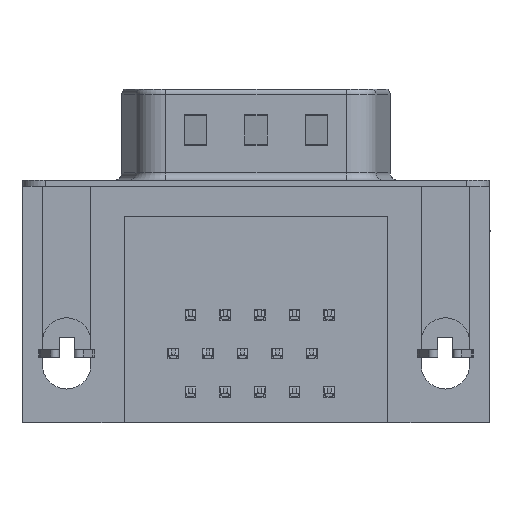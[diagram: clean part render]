
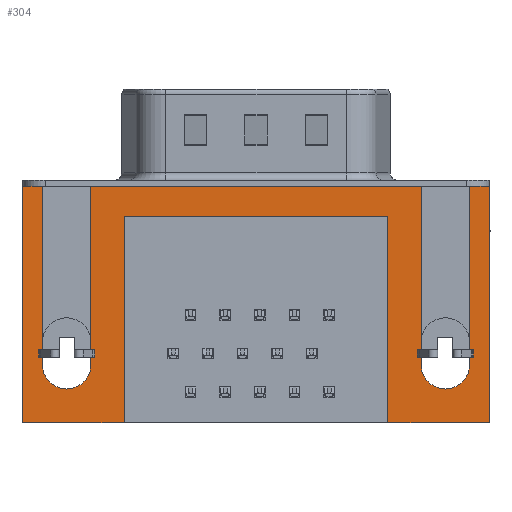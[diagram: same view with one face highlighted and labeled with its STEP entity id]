
A CAD part, front view. The second image highlights one B-rep face of the part: STEP entity #304.
In plain terms, the highlighted planar face has unit normal (0, -1, 0).
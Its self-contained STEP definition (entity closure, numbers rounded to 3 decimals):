
#121 = EDGE_CURVE ( 'NONE', #11236, #18808, #3589, .T. ) ;
#257 = EDGE_CURVE ( 'NONE', #16318, #17469, #14865, .T. ) ;
#260 = DIRECTION ( 'NONE',  ( 0., 0., 1. ) ) ;
#262 = ORIENTED_EDGE ( 'NONE', *, *, #5756, .F. ) ;
#304 = ADVANCED_FACE ( 'NONE', ( #13194 ), #770, .T. ) ;
#376 = DIRECTION ( 'NONE',  ( 1., 0., 0. ) ) ;
#428 = EDGE_CURVE ( 'NONE', #17761, #15097, #17042, .T. ) ;
#593 = VERTEX_POINT ( 'NONE', #12854 ) ;
#604 = ORIENTED_EDGE ( 'NONE', *, *, #17885, .F. ) ;
#704 = LINE ( 'NONE', #7067, #12162 ) ;
#770 = PLANE ( 'NONE',  #11017 ) ;
#1323 = CARTESIAN_POINT ( 'NONE',  ( 23.39, -6.275, 0. ) ) ;
#1454 = CARTESIAN_POINT ( 'NONE',  ( 23.39, -6.275, -11.78 ) ) ;
#1499 = DIRECTION ( 'NONE',  ( 0., 0., -1. ) ) ;
#1501 = VERTEX_POINT ( 'NONE', #8423 ) ;
#1569 = EDGE_CURVE ( 'NONE', #19381, #19481, #704, .T. ) ;
#1584 = CARTESIAN_POINT ( 'NONE',  ( -2.91, -6.275, 0. ) ) ;
#1591 = VECTOR ( 'NONE', #260, 1000. ) ;
#1831 = CARTESIAN_POINT ( 'NONE',  ( 1.6, -6.275, -11.78 ) ) ;
#2029 = DIRECTION ( 'NONE',  ( 0., 0., 1. ) ) ;
#2240 = DIRECTION ( 'NONE',  ( 0., -1., 0. ) ) ;
#2430 = CARTESIAN_POINT ( 'NONE',  ( 26.59, -6.275, 0. ) ) ;
#2543 = DIRECTION ( 'NONE',  ( 0., 0., 1. ) ) ;
#2803 = ORIENTED_EDGE ( 'NONE', *, *, #11898, .F. ) ;
#2846 = DIRECTION ( 'NONE',  ( 0., 0., 1. ) ) ;
#3121 = CARTESIAN_POINT ( 'NONE',  ( 27.9, -6.275, -15.6 ) ) ;
#3566 = ORIENTED_EDGE ( 'NONE', *, *, #17719, .F. ) ;
#3589 = LINE ( 'NONE', #17587, #1591 ) ;
#3654 = VERTEX_POINT ( 'NONE', #1831 ) ;
#3660 = AXIS2_PLACEMENT_3D ( 'NONE', #8163, #14432, #1499 ) ;
#3698 = CARTESIAN_POINT ( 'NONE',  ( -2.91, -6.275, -2.5 ) ) ;
#4335 = VECTOR ( 'NONE', #7472, 1000. ) ;
#4715 = ORIENTED_EDGE ( 'NONE', *, *, #1569, .F. ) ;
#4928 = DIRECTION ( 'NONE',  ( 1., 0., 0. ) ) ;
#5043 = CARTESIAN_POINT ( 'NONE',  ( 1.6, -6.275, 0. ) ) ;
#5173 = LINE ( 'NONE', #20169, #18633 ) ;
#5300 = CARTESIAN_POINT ( 'NONE',  ( -2.91, -6.275, 0. ) ) ;
#5323 = VECTOR ( 'NONE', #16066, 1000. ) ;
#5630 = VECTOR ( 'NONE', #376, 1000. ) ;
#5756 = EDGE_CURVE ( 'NONE', #1501, #6090, #8222, .T. ) ;
#5860 = DIRECTION ( 'NONE',  ( 0., 0., -1. ) ) ;
#6090 = VERTEX_POINT ( 'NONE', #6472 ) ;
#6114 = DIRECTION ( 'NONE',  ( 0., -1., 0. ) ) ;
#6167 = CARTESIAN_POINT ( 'NONE',  ( 21.2, -6.275, -2. ) ) ;
#6266 = VECTOR ( 'NONE', #8321, 1000. ) ;
#6285 = DIRECTION ( 'NONE',  ( 0., 0., -1. ) ) ;
#6315 = CARTESIAN_POINT ( 'NONE',  ( 24.99, -6.275, -11.78 ) ) ;
#6405 = CARTESIAN_POINT ( 'NONE',  ( -2.91, -6.275, 0. ) ) ;
#6472 = CARTESIAN_POINT ( 'NONE',  ( 0., -6.275, -13.38 ) ) ;
#7067 = CARTESIAN_POINT ( 'NONE',  ( 3.79, -6.275, -2. ) ) ;
#7105 = CARTESIAN_POINT ( 'NONE',  ( -2.91, -6.275, -15.6 ) ) ;
#7184 = EDGE_CURVE ( 'NONE', #15097, #7987, #20540, .T. ) ;
#7339 = ORIENTED_EDGE ( 'NONE', *, *, #16254, .F. ) ;
#7472 = DIRECTION ( 'NONE',  ( 0., 0., -1. ) ) ;
#7535 = CARTESIAN_POINT ( 'NONE',  ( 24.99, -6.275, -11.78 ) ) ;
#7634 = CIRCLE ( 'NONE', #3660, 1.6 ) ;
#7651 = LINE ( 'NONE', #14133, #20058 ) ;
#7879 = CARTESIAN_POINT ( 'NONE',  ( 26.59, -6.275, -11.78 ) ) ;
#7987 = VERTEX_POINT ( 'NONE', #7879 ) ;
#7998 = ORIENTED_EDGE ( 'NONE', *, *, #20081, .F. ) ;
#8052 = VERTEX_POINT ( 'NONE', #1323 ) ;
#8163 = CARTESIAN_POINT ( 'NONE',  ( 0., -6.275, -11.78 ) ) ;
#8218 = ORIENTED_EDGE ( 'NONE', *, *, #257, .F. ) ;
#8222 = CIRCLE ( 'NONE', #18550, 1.6 ) ;
#8321 = DIRECTION ( 'NONE',  ( 1., 0., 0. ) ) ;
#8407 = LINE ( 'NONE', #16044, #5630 ) ;
#8423 = CARTESIAN_POINT ( 'NONE',  ( -1.6, -6.275, -11.78 ) ) ;
#8462 = DIRECTION ( 'NONE',  ( 0., 0., 1. ) ) ;
#8532 = ORIENTED_EDGE ( 'NONE', *, *, #17402, .F. ) ;
#8654 = CARTESIAN_POINT ( 'NONE',  ( 3.79, -6.275, -2. ) ) ;
#8864 = CARTESIAN_POINT ( 'NONE',  ( 3.79, -6.275, -15.6 ) ) ;
#9327 = LINE ( 'NONE', #20606, #11714 ) ;
#9425 = CARTESIAN_POINT ( 'NONE',  ( 0., -6.275, -11.78 ) ) ;
#9640 = DIRECTION ( 'NONE',  ( 0., 0., -1. ) ) ;
#9745 = VECTOR ( 'NONE', #4928, 1000. ) ;
#9971 = CARTESIAN_POINT ( 'NONE',  ( -1.6, -6.275, 0. ) ) ;
#10017 = VECTOR ( 'NONE', #2029, 1000. ) ;
#10023 = LINE ( 'NONE', #16407, #17957 ) ;
#10358 = DIRECTION ( 'NONE',  ( 0., 0., -1. ) ) ;
#10726 = EDGE_CURVE ( 'NONE', #3654, #15693, #12034, .T. ) ;
#10758 = ORIENTED_EDGE ( 'NONE', *, *, #428, .F. ) ;
#10939 = CARTESIAN_POINT ( 'NONE',  ( 24.99, -6.275, -13.38 ) ) ;
#10971 = ORIENTED_EDGE ( 'NONE', *, *, #121, .T. ) ;
#11017 = AXIS2_PLACEMENT_3D ( 'NONE', #3698, #2240, #10358 ) ;
#11236 = VERTEX_POINT ( 'NONE', #13338 ) ;
#11303 = LINE ( 'NONE', #6405, #9745 ) ;
#11531 = CARTESIAN_POINT ( 'NONE',  ( 21.2, -6.275, -15.6 ) ) ;
#11543 = AXIS2_PLACEMENT_3D ( 'NONE', #6315, #6114, #12686 ) ;
#11714 = VECTOR ( 'NONE', #9640, 1000. ) ;
#11898 = EDGE_CURVE ( 'NONE', #19481, #12702, #9327, .T. ) ;
#11998 = EDGE_CURVE ( 'NONE', #12702, #16318, #7651, .T. ) ;
#12034 = LINE ( 'NONE', #16847, #18842 ) ;
#12162 = VECTOR ( 'NONE', #16159, 1000. ) ;
#12226 = DIRECTION ( 'NONE',  ( 0., -1., 0. ) ) ;
#12235 = ORIENTED_EDGE ( 'NONE', *, *, #11998, .F. ) ;
#12282 = VECTOR ( 'NONE', #15159, 1000. ) ;
#12548 = ORIENTED_EDGE ( 'NONE', *, *, #13643, .F. ) ;
#12563 = DIRECTION ( 'NONE',  ( -1., 0., 0. ) ) ;
#12686 = DIRECTION ( 'NONE',  ( 0., 0., 1. ) ) ;
#12702 = VERTEX_POINT ( 'NONE', #8864 ) ;
#12854 = CARTESIAN_POINT ( 'NONE',  ( 26.59, -6.275, 0. ) ) ;
#12865 = ORIENTED_EDGE ( 'NONE', *, *, #10726, .F. ) ;
#13194 = FACE_OUTER_BOUND ( 'NONE', #17973, .T. ) ;
#13338 = CARTESIAN_POINT ( 'NONE',  ( 27.9, -6.275, -15.6 ) ) ;
#13490 = LINE ( 'NONE', #2430, #12282 ) ;
#13643 = EDGE_CURVE ( 'NONE', #17469, #15293, #16578, .T. ) ;
#13731 = LINE ( 'NONE', #15830, #4335 ) ;
#13962 = EDGE_CURVE ( 'NONE', #593, #18808, #8407, .T. ) ;
#14133 = CARTESIAN_POINT ( 'NONE',  ( 27.9, -6.275, -15.6 ) ) ;
#14332 = CARTESIAN_POINT ( 'NONE',  ( 27.9, -6.275, 0. ) ) ;
#14432 = DIRECTION ( 'NONE',  ( 0., -1., 0. ) ) ;
#14865 = LINE ( 'NONE', #16329, #10017 ) ;
#14977 = ORIENTED_EDGE ( 'NONE', *, *, #13962, .F. ) ;
#15097 = VERTEX_POINT ( 'NONE', #10939 ) ;
#15159 = DIRECTION ( 'NONE',  ( 0., 0., 1. ) ) ;
#15293 = VERTEX_POINT ( 'NONE', #9971 ) ;
#15693 = VERTEX_POINT ( 'NONE', #5043 ) ;
#15830 = CARTESIAN_POINT ( 'NONE',  ( -1.6, -6.275, 0. ) ) ;
#15892 = ORIENTED_EDGE ( 'NONE', *, *, #18225, .F. ) ;
#15957 = LINE ( 'NONE', #3121, #5323 ) ;
#15983 = EDGE_CURVE ( 'NONE', #7987, #593, #13490, .T. ) ;
#16044 = CARTESIAN_POINT ( 'NONE',  ( -2.91, -6.275, 0. ) ) ;
#16066 = DIRECTION ( 'NONE',  ( -1., 0., 0. ) ) ;
#16159 = DIRECTION ( 'NONE',  ( -1., 0., 0. ) ) ;
#16254 = EDGE_CURVE ( 'NONE', #18468, #19381, #10023, .T. ) ;
#16318 = VERTEX_POINT ( 'NONE', #7105 ) ;
#16329 = CARTESIAN_POINT ( 'NONE',  ( -2.91, -6.275, -2.5 ) ) ;
#16407 = CARTESIAN_POINT ( 'NONE',  ( 21.2, -6.275, -2. ) ) ;
#16578 = LINE ( 'NONE', #5300, #6266 ) ;
#16782 = ORIENTED_EDGE ( 'NONE', *, *, #15983, .F. ) ;
#16847 = CARTESIAN_POINT ( 'NONE',  ( 1.6, -6.275, 0. ) ) ;
#17042 = CIRCLE ( 'NONE', #18045, 1.6 ) ;
#17402 = EDGE_CURVE ( 'NONE', #8052, #17761, #5173, .T. ) ;
#17469 = VERTEX_POINT ( 'NONE', #1584 ) ;
#17587 = CARTESIAN_POINT ( 'NONE',  ( 27.9, -6.275, -2.5 ) ) ;
#17719 = EDGE_CURVE ( 'NONE', #11236, #18468, #15957, .T. ) ;
#17761 = VERTEX_POINT ( 'NONE', #1454 ) ;
#17885 = EDGE_CURVE ( 'NONE', #6090, #3654, #7634, .T. ) ;
#17957 = VECTOR ( 'NONE', #8462, 1000. ) ;
#17973 = EDGE_LOOP ( 'NONE', ( #16782, #19993, #10758, #8532, #7998, #12865, #604, #262, #15892, #12548, #8218, #12235, #2803, #4715, #7339, #3566, #10971, #14977 ) ) ;
#18045 = AXIS2_PLACEMENT_3D ( 'NONE', #7535, #12226, #2846 ) ;
#18225 = EDGE_CURVE ( 'NONE', #15293, #1501, #13731, .T. ) ;
#18468 = VERTEX_POINT ( 'NONE', #11531 ) ;
#18550 = AXIS2_PLACEMENT_3D ( 'NONE', #9425, #20593, #6285 ) ;
#18633 = VECTOR ( 'NONE', #5860, 1000. ) ;
#18808 = VERTEX_POINT ( 'NONE', #14332 ) ;
#18842 = VECTOR ( 'NONE', #2543, 1000. ) ;
#19381 = VERTEX_POINT ( 'NONE', #6167 ) ;
#19481 = VERTEX_POINT ( 'NONE', #8654 ) ;
#19993 = ORIENTED_EDGE ( 'NONE', *, *, #7184, .F. ) ;
#20058 = VECTOR ( 'NONE', #12563, 1000. ) ;
#20081 = EDGE_CURVE ( 'NONE', #15693, #8052, #11303, .T. ) ;
#20169 = CARTESIAN_POINT ( 'NONE',  ( 23.39, -6.275, 0. ) ) ;
#20540 = CIRCLE ( 'NONE', #11543, 1.6 ) ;
#20593 = DIRECTION ( 'NONE',  ( 0., -1., 0. ) ) ;
#20606 = CARTESIAN_POINT ( 'NONE',  ( 3.79, -6.275, -2. ) ) ;
